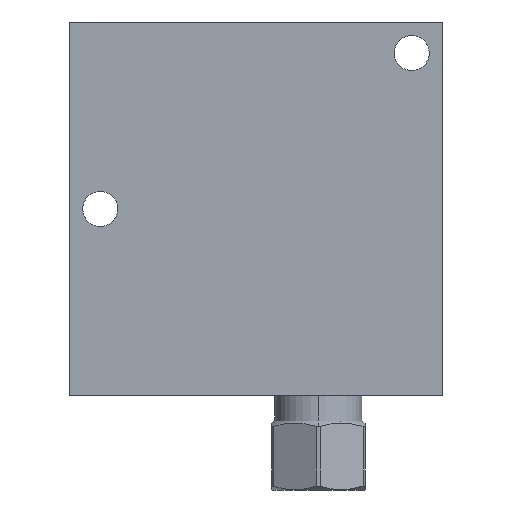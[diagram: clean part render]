
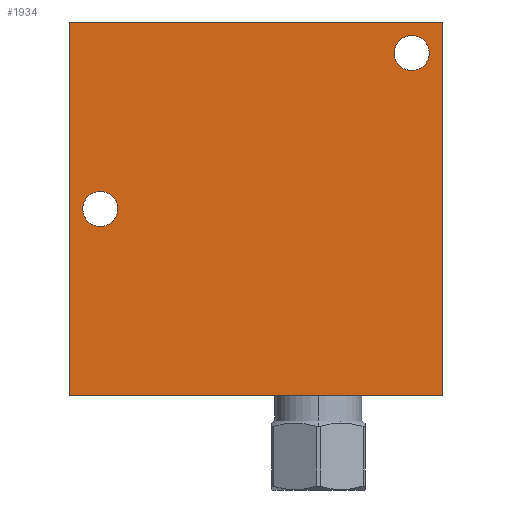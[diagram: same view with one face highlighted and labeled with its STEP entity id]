
A CAD part, front view. The second image highlights one B-rep face of the part: STEP entity #1934.
In plain terms, the highlighted planar face has unit normal (0, -1, 0).
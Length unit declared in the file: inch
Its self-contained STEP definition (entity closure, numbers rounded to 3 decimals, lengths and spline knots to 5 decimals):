
#5=DIRECTION('',(1.,0.,0.));
#6=VECTOR('',#5,3.);
#7=CARTESIAN_POINT('',(0.,-1.,0.));
#8=LINE('',#7,#6);
#75=DIRECTION('',(0.,0.,1.));
#76=VECTOR('',#75,3.);
#77=CARTESIAN_POINT('',(3.,-1.,0.));
#78=LINE('',#77,#76);
#99=DIRECTION('',(0.,0.,1.));
#100=VECTOR('',#99,3.);
#101=CARTESIAN_POINT('',(0.,-1.,0.));
#102=LINE('',#101,#100);
#103=CARTESIAN_POINT('',(0.25,-1.,1.5));
#104=DIRECTION('',(0.,1.,0.));
#105=DIRECTION('',(0.,0.,-1.));
#106=AXIS2_PLACEMENT_3D('',#103,#104,#105);
#108=CARTESIAN_POINT('',(0.25,-1.,1.5));
#109=DIRECTION('',(0.,1.,0.));
#110=DIRECTION('',(0.,0.,1.));
#111=AXIS2_PLACEMENT_3D('',#108,#109,#110);
#113=CARTESIAN_POINT('',(2.75,-1.,2.75));
#114=DIRECTION('',(0.,1.,0.));
#115=DIRECTION('',(0.,0.,-1.));
#116=AXIS2_PLACEMENT_3D('',#113,#114,#115);
#118=CARTESIAN_POINT('',(2.75,-1.,2.75));
#119=DIRECTION('',(0.,1.,0.));
#120=DIRECTION('',(0.,0.,1.));
#121=AXIS2_PLACEMENT_3D('',#118,#119,#120);
#135=DIRECTION('',(1.,0.,0.));
#136=VECTOR('',#135,3.);
#137=CARTESIAN_POINT('',(0.,-1.,3.));
#138=LINE('',#137,#136);
#1588=CARTESIAN_POINT('',(0.,-1.,0.));
#1590=VERTEX_POINT('',#1588);
#1591=CARTESIAN_POINT('',(3.,-1.,0.));
#1592=VERTEX_POINT('',#1591);
#1596=CARTESIAN_POINT('',(0.,-1.,3.));
#1598=VERTEX_POINT('',#1596);
#1599=CARTESIAN_POINT('',(3.,-1.,3.));
#1600=VERTEX_POINT('',#1599);
#1699=CARTESIAN_POINT('',(0.25,-1.,1.3595));
#1700=CARTESIAN_POINT('',(0.25,-1.,1.6405));
#1701=VERTEX_POINT('',#1699);
#1702=VERTEX_POINT('',#1700);
#1707=CARTESIAN_POINT('',(2.75,-1.,2.6095));
#1708=CARTESIAN_POINT('',(2.75,-1.,2.8905));
#1709=VERTEX_POINT('',#1707);
#1710=VERTEX_POINT('',#1708);
#1910=CARTESIAN_POINT('',(0.,-1.,0.));
#1911=DIRECTION('',(0.,-1.,0.));
#1912=DIRECTION('',(1.,0.,0.));
#1913=AXIS2_PLACEMENT_3D('',#1910,#1911,#1912);
#1914=PLANE('',#1913);
#1915=ORIENTED_EDGE('',*,*,#1816,.F.);
#1916=ORIENTED_EDGE('',*,*,#1841,.T.);
#1918=ORIENTED_EDGE('',*,*,#1917,.T.);
#1919=ORIENTED_EDGE('',*,*,#1890,.F.);
#1920=EDGE_LOOP('',(#1915,#1916,#1918,#1919));
#1921=FACE_OUTER_BOUND('',#1920,.F.);
#1923=ORIENTED_EDGE('',*,*,#1922,.F.);
#1925=ORIENTED_EDGE('',*,*,#1924,.F.);
#1926=EDGE_LOOP('',(#1923,#1925));
#1927=FACE_BOUND('',#1926,.F.);
#1929=ORIENTED_EDGE('',*,*,#1928,.F.);
#1931=ORIENTED_EDGE('',*,*,#1930,.F.);
#1932=EDGE_LOOP('',(#1929,#1931));
#1933=FACE_BOUND('',#1932,.F.);
#1934=ADVANCED_FACE('',(#1921,#1927,#1933),#1914,.T.);
#107=CIRCLE('',#106,0.1405);
#112=CIRCLE('',#111,0.1405);
#117=CIRCLE('',#116,0.1405);
#122=CIRCLE('',#121,0.1405);
#1816=EDGE_CURVE('',#1590,#1592,#8,.T.);
#1841=EDGE_CURVE('',#1590,#1598,#102,.T.);
#1890=EDGE_CURVE('',#1592,#1600,#78,.T.);
#1917=EDGE_CURVE('',#1598,#1600,#138,.T.);
#1922=EDGE_CURVE('',#1701,#1702,#107,.T.);
#1924=EDGE_CURVE('',#1702,#1701,#112,.T.);
#1928=EDGE_CURVE('',#1709,#1710,#117,.T.);
#1930=EDGE_CURVE('',#1710,#1709,#122,.T.);
